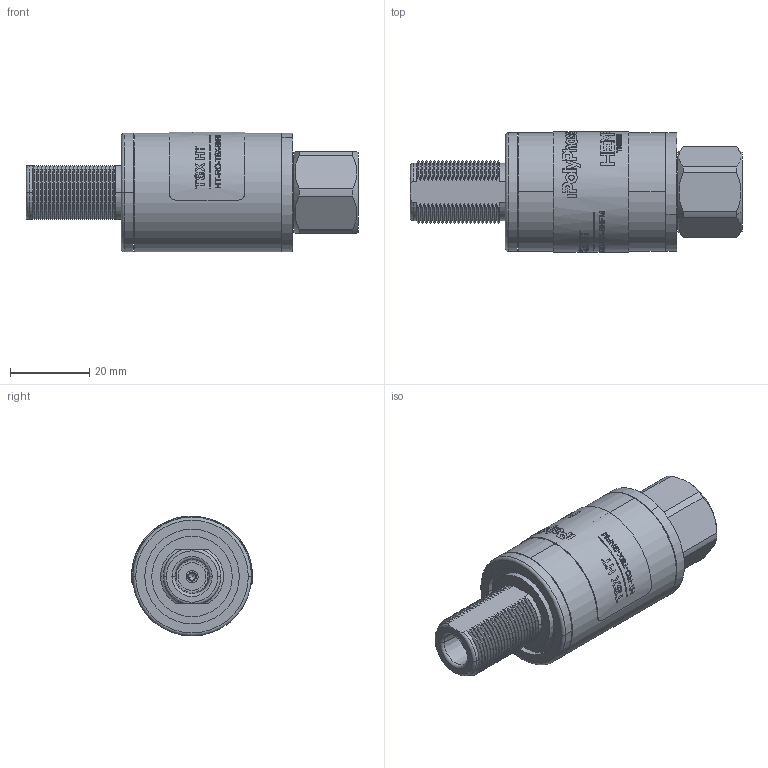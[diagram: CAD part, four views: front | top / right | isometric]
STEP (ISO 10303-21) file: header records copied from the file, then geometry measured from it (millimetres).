
FILE_DESCRIPTION (( 'STEP AP214' ), '1' );
FILE_NAME ('HT-RO-TSX-BNFM.STEP', '2019-07-30T19:38:30', ( '' ), ( '' ), 'SwSTEP 2.0', 'SolidWorks 2019', '' );
FILE_SCHEMA (( 'AUTOMOTIVE_DESIGN' ));
Length unit declared in the file: inch
Products named in the file (13): 1909-0001; 5800-0276; 2802-9019; 4052-0047; 7040-0049; 7040-0092; 5800-0274; 2003-3454-2; 2811-0005; 1502-0709; HT-RO-TSX-BNFM; 5800-0275; 2801-9026
Assembly tree (15 placements, depth 2):
  HT-RO-TSX-BNFM
    5800-0276
    4052-0047  x2
    2801-9026
    5800-0274
    2811-0005  x2
    5800-0275
    2802-9019
    1502-0709
    1909-0001
    7040-0049
    7040-0092  x2
    2003-3454-2
Bounding box: 83.82 x 30.49 x 30.25 mm (x, y, z)
Volume: 28403.5 mm3; surface area: 24946.7 mm2
Topology: 15 solids, 15 shells, 1401 faces, 3458 edges, 2157 vertices
Faces by surface type: cylinder 456, plane 383, cone 320, bspline 198, torus 44
Entity records: 55451 total; most frequent: CARTESIAN_POINT 18922, ORIENTED_EDGE 6368, DIRECTION 5669, EDGE_CURVE 3184, AXIS2_PLACEMENT_3D 2254, VERTEX_POINT 2016, EDGE_LOOP 1354, ADVANCED_FACE 1266
